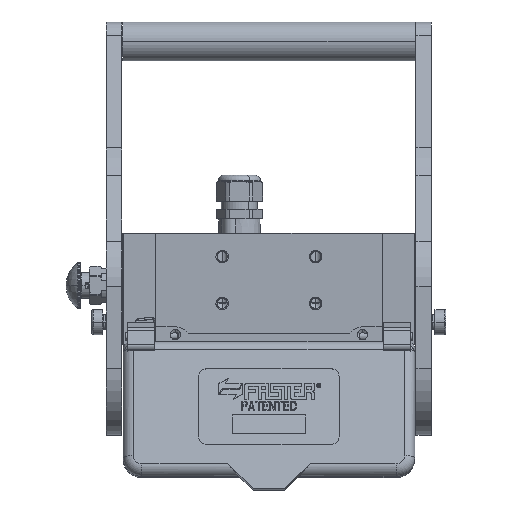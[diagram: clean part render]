
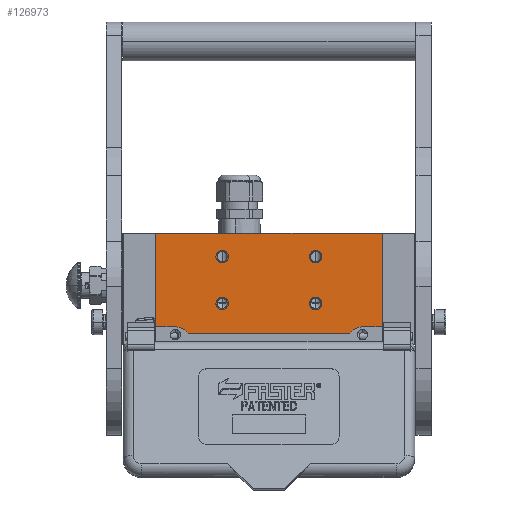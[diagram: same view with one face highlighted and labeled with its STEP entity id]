
A CAD part, left-side view. The second image highlights one B-rep face of the part: STEP entity #126973.
In plain terms, the highlighted face is planar.
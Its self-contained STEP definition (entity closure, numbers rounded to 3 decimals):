
#80 = ORIENTED_EDGE ( 'NONE', *, *, #34992, .F. ) ;
#2519 = VERTEX_POINT ( 'NONE', #42893 ) ;
#2885 = LINE ( 'NONE', #54513, #97878 ) ;
#7994 = VERTEX_POINT ( 'NONE', #50352 ) ;
#8189 = AXIS2_PLACEMENT_3D ( 'NONE', #64526, #86007, #10083 ) ;
#9878 = EDGE_LOOP ( 'NONE', ( #73559, #64401 ) ) ;
#10083 = DIRECTION ( 'NONE',  ( 0., 1., 0. ) ) ;
#10554 = LINE ( 'NONE', #127580, #88903 ) ;
#12510 = EDGE_CURVE ( 'NONE', #7994, #105265, #91714, .T. ) ;
#13108 = VERTEX_POINT ( 'NONE', #132049 ) ;
#13387 = EDGE_CURVE ( 'NONE', #41609, #53057, #36413, .T. ) ;
#14702 = AXIS2_PLACEMENT_3D ( 'NONE', #96703, #117657, #127430 ) ;
#15008 = AXIS2_PLACEMENT_3D ( 'NONE', #43799, #31293, #137992 ) ;
#16669 = CARTESIAN_POINT ( 'NONE',  ( 64., 15., -108. ) ) ;
#17889 = CARTESIAN_POINT ( 'NONE',  ( 64., 45., -108. ) ) ;
#18004 = EDGE_CURVE ( 'NONE', #2519, #41609, #10554, .T. ) ;
#18853 = EDGE_CURVE ( 'NONE', #131127, #13108, #85343, .T. ) ;
#19339 = LINE ( 'NONE', #74889, #122673 ) ;
#19593 = AXIS2_PLACEMENT_3D ( 'NONE', #30019, #137644, #73008 ) ;
#19664 = CARTESIAN_POINT ( 'NONE',  ( 166.7, 0., -108. ) ) ;
#22308 = CIRCLE ( 'NONE', #8189, 3.3 ) ;
#23878 = DIRECTION ( 'NONE',  ( 0., 0., -1. ) ) ;
#24399 = DIRECTION ( 'NONE',  ( 0., 0., -1. ) ) ;
#24907 = ORIENTED_EDGE ( 'NONE', *, *, #72166, .F. ) ;
#27937 = ORIENTED_EDGE ( 'NONE', *, *, #94980, .F. ) ;
#29002 = DIRECTION ( 'NONE',  ( 0., -1., 0. ) ) ;
#30019 = CARTESIAN_POINT ( 'NONE',  ( 64., 15., -108. ) ) ;
#31293 = DIRECTION ( 'NONE',  ( 0., 0., -1. ) ) ;
#31778 = EDGE_LOOP ( 'NONE', ( #80, #49048 ) ) ;
#34992 = EDGE_CURVE ( 'NONE', #105265, #7994, #53209, .T. ) ;
#35547 = EDGE_CURVE ( 'NONE', #91367, #47611, #51319, .T. ) ;
#36413 = CIRCLE ( 'NONE', #15008, 10. ) ;
#37302 = ORIENTED_EDGE ( 'NONE', *, *, #81564, .T. ) ;
#37482 = CARTESIAN_POINT ( 'NONE',  ( 124., 18.3, -108. ) ) ;
#39635 = EDGE_LOOP ( 'NONE', ( #68950, #67666, #56147, #37302, #86966, #52577, #102529, #95740 ) ) ;
#40543 = AXIS2_PLACEMENT_3D ( 'NONE', #16669, #122427, #89841 ) ;
#41609 = VERTEX_POINT ( 'NONE', #70302 ) ;
#42893 = CARTESIAN_POINT ( 'NONE',  ( 166.7, 60., -108. ) ) ;
#43799 = CARTESIAN_POINT ( 'NONE',  ( 154., 70., -108. ) ) ;
#44900 = EDGE_CURVE ( 'NONE', #91367, #2519, #108971, .T. ) ;
#44902 = AXIS2_PLACEMENT_3D ( 'NONE', #130625, #24399, #66873 ) ;
#44944 = DIRECTION ( 'NONE',  ( 0., 0., -1. ) ) ;
#47611 = VERTEX_POINT ( 'NONE', #79258 ) ;
#48243 = VERTEX_POINT ( 'NONE', #121874 ) ;
#48910 = DIRECTION ( 'NONE',  ( 0., 1., 0. ) ) ;
#49048 = ORIENTED_EDGE ( 'NONE', *, *, #12510, .F. ) ;
#50220 = CARTESIAN_POINT ( 'NONE',  ( 124., 48.3, -108. ) ) ;
#50352 = CARTESIAN_POINT ( 'NONE',  ( 64., 18.3, -108. ) ) ;
#50936 = DIRECTION ( 'NONE',  ( -1., 0., 0. ) ) ;
#51319 = LINE ( 'NONE', #93397, #61387 ) ;
#51477 = CARTESIAN_POINT ( 'NONE',  ( 34., 70., -108. ) ) ;
#52577 = ORIENTED_EDGE ( 'NONE', *, *, #108487, .F. ) ;
#52703 = EDGE_CURVE ( 'NONE', #108122, #70737, #131365, .T. ) ;
#53057 = VERTEX_POINT ( 'NONE', #87894 ) ;
#53209 = CIRCLE ( 'NONE', #19593, 3.3 ) ;
#54254 = FACE_BOUND ( 'NONE', #31778, .T. ) ;
#54468 = AXIS2_PLACEMENT_3D ( 'NONE', #51477, #107868, #73843 ) ;
#54513 = CARTESIAN_POINT ( 'NONE',  ( 21.3, 60., -108. ) ) ;
#56147 = ORIENTED_EDGE ( 'NONE', *, *, #135572, .T. ) ;
#56424 = CIRCLE ( 'NONE', #95102, 3.3 ) ;
#57535 = VECTOR ( 'NONE', #48910, 1000. ) ;
#58997 = AXIS2_PLACEMENT_3D ( 'NONE', #65062, #44944, #117708 ) ;
#59474 = ORIENTED_EDGE ( 'NONE', *, *, #98054, .F. ) ;
#61387 = VECTOR ( 'NONE', #50936, 1000. ) ;
#61449 = AXIS2_PLACEMENT_3D ( 'NONE', #76208, #23878, #118513 ) ;
#64112 = CARTESIAN_POINT ( 'NONE',  ( 34., 60., -108. ) ) ;
#64401 = ORIENTED_EDGE ( 'NONE', *, *, #109049, .F. ) ;
#64526 = CARTESIAN_POINT ( 'NONE',  ( 64., 45., -108. ) ) ;
#65062 = CARTESIAN_POINT ( 'NONE',  ( 124., 15., -108. ) ) ;
#65837 = LINE ( 'NONE', #133773, #57535 ) ;
#66873 = DIRECTION ( 'NONE',  ( 0., 1., 0. ) ) ;
#67439 = EDGE_CURVE ( 'NONE', #128048, #82794, #109258, .T. ) ;
#67666 = ORIENTED_EDGE ( 'NONE', *, *, #35547, .T. ) ;
#67904 = EDGE_LOOP ( 'NONE', ( #24907, #81037 ) ) ;
#68950 = ORIENTED_EDGE ( 'NONE', *, *, #44900, .F. ) ;
#70302 = CARTESIAN_POINT ( 'NONE',  ( 154., 60., -108. ) ) ;
#70737 = VERTEX_POINT ( 'NONE', #64112 ) ;
#70771 = CARTESIAN_POINT ( 'NONE',  ( 64., 48.3, -108. ) ) ;
#70861 = CIRCLE ( 'NONE', #89000, 3.3 ) ;
#71404 = CIRCLE ( 'NONE', #58997, 3.3 ) ;
#72166 = EDGE_CURVE ( 'NONE', #13108, #131127, #71404, .T. ) ;
#73008 = DIRECTION ( 'NONE',  ( 0., -1., 0. ) ) ;
#73559 = ORIENTED_EDGE ( 'NONE', *, *, #67439, .F. ) ;
#73843 = DIRECTION ( 'NONE',  ( 0.815, -0.58, 0. ) ) ;
#74267 = CARTESIAN_POINT ( 'NONE',  ( 124., 45., -108. ) ) ;
#74889 = CARTESIAN_POINT ( 'NONE',  ( 145.854, 64.2, -108. ) ) ;
#76208 = CARTESIAN_POINT ( 'NONE',  ( 166.7, 0., -108. ) ) ;
#77138 = PLANE ( 'NONE',  #61449 ) ;
#79258 = CARTESIAN_POINT ( 'NONE',  ( 21.3, 0., -108. ) ) ;
#79339 = DIRECTION ( 'NONE',  ( 0., 1., 0. ) ) ;
#81037 = ORIENTED_EDGE ( 'NONE', *, *, #18853, .F. ) ;
#81564 = EDGE_CURVE ( 'NONE', #48243, #70737, #2885, .T. ) ;
#82691 = FACE_BOUND ( 'NONE', #67904, .T. ) ;
#82794 = VERTEX_POINT ( 'NONE', #50220 ) ;
#84059 = EDGE_LOOP ( 'NONE', ( #59474, #27937 ) ) ;
#84975 = DIRECTION ( 'NONE',  ( 0., 0., -1. ) ) ;
#85343 = CIRCLE ( 'NONE', #44902, 3.3 ) ;
#85585 = DIRECTION ( 'NONE',  ( -1., 0., 0. ) ) ;
#86007 = DIRECTION ( 'NONE',  ( 0., 0., -1. ) ) ;
#86184 = DIRECTION ( 'NONE',  ( -1., 0., 0. ) ) ;
#86966 = ORIENTED_EDGE ( 'NONE', *, *, #52703, .F. ) ;
#87317 = VECTOR ( 'NONE', #79339, 1000. ) ;
#87894 = CARTESIAN_POINT ( 'NONE',  ( 145.854, 64.2, -108. ) ) ;
#88620 = CARTESIAN_POINT ( 'NONE',  ( 64., 11.7, -108. ) ) ;
#88903 = VECTOR ( 'NONE', #86184, 1000. ) ;
#89000 = AXIS2_PLACEMENT_3D ( 'NONE', #74267, #84975, #117052 ) ;
#89841 = DIRECTION ( 'NONE',  ( 0., 1., 0. ) ) ;
#91367 = VERTEX_POINT ( 'NONE', #19664 ) ;
#91714 = CIRCLE ( 'NONE', #40543, 3.3 ) ;
#92902 = DIRECTION ( 'NONE',  ( 0., 0., -1. ) ) ;
#93397 = CARTESIAN_POINT ( 'NONE',  ( 166.7, 0., -108. ) ) ;
#94265 = FACE_BOUND ( 'NONE', #84059, .T. ) ;
#94980 = EDGE_CURVE ( 'NONE', #136160, #106986, #22308, .T. ) ;
#95102 = AXIS2_PLACEMENT_3D ( 'NONE', #17889, #92902, #29002 ) ;
#95740 = ORIENTED_EDGE ( 'NONE', *, *, #18004, .F. ) ;
#96290 = CARTESIAN_POINT ( 'NONE',  ( 124., 41.7, -108. ) ) ;
#96483 = DIRECTION ( 'NONE',  ( 1., 0., 0. ) ) ;
#96703 = CARTESIAN_POINT ( 'NONE',  ( 124., 45., -108. ) ) ;
#97878 = VECTOR ( 'NONE', #96483, 1000. ) ;
#98054 = EDGE_CURVE ( 'NONE', #106986, #136160, #56424, .T. ) ;
#102529 = ORIENTED_EDGE ( 'NONE', *, *, #13387, .F. ) ;
#105265 = VERTEX_POINT ( 'NONE', #88620 ) ;
#106986 = VERTEX_POINT ( 'NONE', #119977 ) ;
#107868 = DIRECTION ( 'NONE',  ( 0., 0., -1. ) ) ;
#108122 = VERTEX_POINT ( 'NONE', #108516 ) ;
#108487 = EDGE_CURVE ( 'NONE', #53057, #108122, #19339, .T. ) ;
#108516 = CARTESIAN_POINT ( 'NONE',  ( 42.146, 64.2, -108. ) ) ;
#108971 = LINE ( 'NONE', #122107, #87317 ) ;
#109049 = EDGE_CURVE ( 'NONE', #82794, #128048, #70861, .T. ) ;
#109258 = CIRCLE ( 'NONE', #14702, 3.3 ) ;
#117052 = DIRECTION ( 'NONE',  ( 0., 1., 0. ) ) ;
#117657 = DIRECTION ( 'NONE',  ( 0., 0., -1. ) ) ;
#117708 = DIRECTION ( 'NONE',  ( 0., -1., 0. ) ) ;
#118513 = DIRECTION ( 'NONE',  ( -1., 0., 0. ) ) ;
#119977 = CARTESIAN_POINT ( 'NONE',  ( 64., 41.7, -108. ) ) ;
#121874 = CARTESIAN_POINT ( 'NONE',  ( 21.3, 60., -108. ) ) ;
#122107 = CARTESIAN_POINT ( 'NONE',  ( 166.7, 0., -108. ) ) ;
#122427 = DIRECTION ( 'NONE',  ( 0., 0., -1. ) ) ;
#122583 = FACE_BOUND ( 'NONE', #9878, .T. ) ;
#122673 = VECTOR ( 'NONE', #85585, 1000. ) ;
#126973 = ADVANCED_FACE ( 'NONE', ( #122583, #82691, #94265, #54254, #127525 ), #77138, .T. ) ;
#127430 = DIRECTION ( 'NONE',  ( 0., -1., 0. ) ) ;
#127525 = FACE_OUTER_BOUND ( 'NONE', #39635, .T. ) ;
#127580 = CARTESIAN_POINT ( 'NONE',  ( 166.7, 60., -108. ) ) ;
#128048 = VERTEX_POINT ( 'NONE', #96290 ) ;
#130625 = CARTESIAN_POINT ( 'NONE',  ( 124., 15., -108. ) ) ;
#131127 = VERTEX_POINT ( 'NONE', #37482 ) ;
#131365 = CIRCLE ( 'NONE', #54468, 10. ) ;
#132049 = CARTESIAN_POINT ( 'NONE',  ( 124., 11.7, -108. ) ) ;
#133773 = CARTESIAN_POINT ( 'NONE',  ( 21.3, 0., -108. ) ) ;
#135572 = EDGE_CURVE ( 'NONE', #47611, #48243, #65837, .T. ) ;
#136160 = VERTEX_POINT ( 'NONE', #70771 ) ;
#137644 = DIRECTION ( 'NONE',  ( 0., 0., -1. ) ) ;
#137992 = DIRECTION ( 'NONE',  ( 0., -1., 0. ) ) ;
